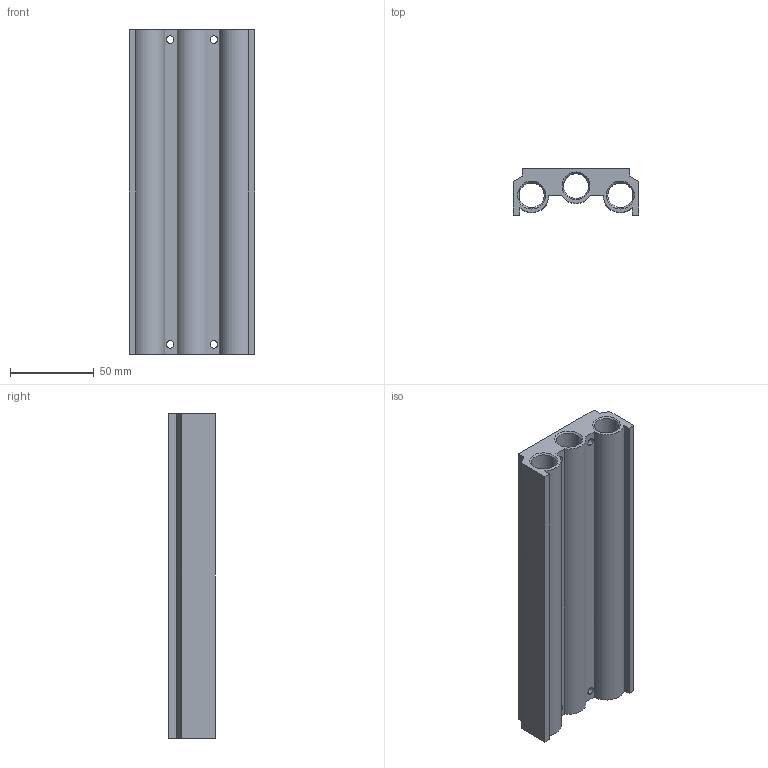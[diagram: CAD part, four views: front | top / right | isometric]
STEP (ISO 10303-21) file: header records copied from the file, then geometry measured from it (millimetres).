
FILE_DESCRIPTION (( 'STEP AP214' ), '1' );
FILE_NAME ('EMC-V53-6.STEP', '2020-04-02T09:07:09', ( '' ), ( '' ), 'SwSTEP 2.0', 'SolidWorks 2020', '' );
FILE_SCHEMA (( 'AUTOMOTIVE_DESIGN' ));
Length unit declared in the file: millimetre
Products named in the file (1): EMC-V53-6
Bounding box: 75 x 28 x 194 mm (x, y, z)
Volume: 193978.3 mm3; surface area: 76066.7 mm2
Topology: 1 solids, 1 shells, 162 faces, 422 edges, 250 vertices
Faces by surface type: cylinder 77, cone 58, plane 27
Entity records: 7984 total; most frequent: CARTESIAN_POINT 3979, DIRECTION 840, ORIENTED_EDGE 796, EDGE_CURVE 398, AXIS2_PLACEMENT_3D 327, VERTEX_POINT 250, EDGE_LOOP 224, VECTOR 186
